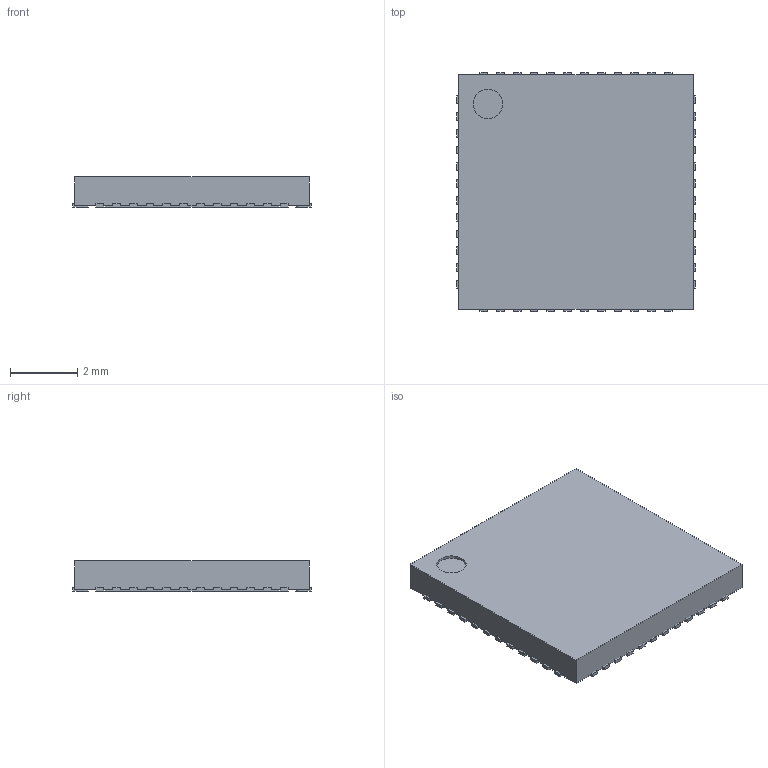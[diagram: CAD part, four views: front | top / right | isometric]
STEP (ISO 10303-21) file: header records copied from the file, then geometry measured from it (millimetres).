
FILE_DESCRIPTION(('FreeCAD Model'),'2;1');
FILE_NAME('15227596.1.1.stp','2021-09-30T15:17:48',( 'Author'),(''),'Open CASCADE STEP processor 6.9','FreeCAD','Unknown' );
FILE_SCHEMA(('AUTOMOTIVE_DESIGN { 1 0 10303 214 1 1 1 1 }'));
Length unit declared in the file: millimetre
Products named in the file (5): ASSEMBLY; Body; ThermalPin; PinsArrayLR; PinsArrayTB
Assembly tree (4 placements, depth 2):
  ASSEMBLY
    Body
    ThermalPin
    PinsArrayLR
    PinsArrayTB
Bounding box: 7.1 x 7.1 x 0.9 mm (x, y, z)
Volume: 44.8 mm3; surface area: 193.7 mm2
Topology: 50 solids, 50 shells, 302 faces, 603 edges, 402 vertices
Faces by surface type: plane 253, cylinder 49
Full cylindrical faces by diameter (mm): 0.875 x1
Entity records: 16168 total; most frequent: CARTESIAN_POINT 2806, DIRECTION 2473, LINE 1613, VECTOR 1613, ORIENTED_EDGE 1206, PCURVE 1206, DEFINITIONAL_REPRESENTATION 1206, EDGE_CURVE 603
